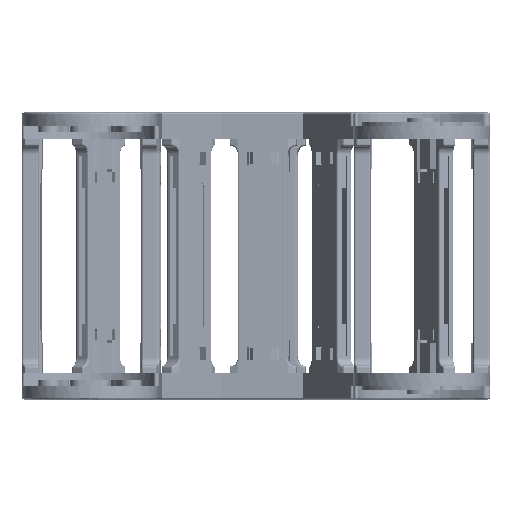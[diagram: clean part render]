
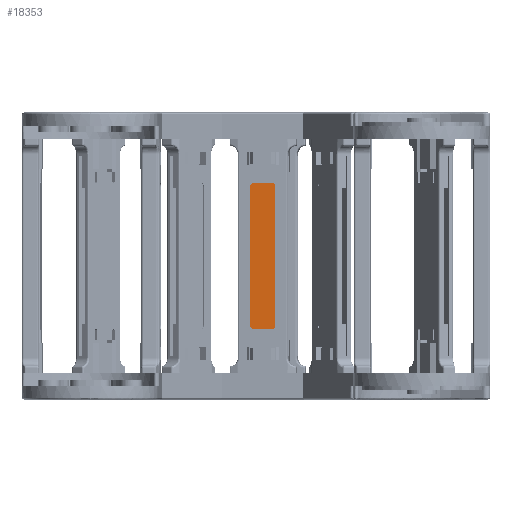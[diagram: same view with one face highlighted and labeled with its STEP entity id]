
A CAD part, left-side view. The second image highlights one B-rep face of the part: STEP entity #18353.
In plain terms, the highlighted face is planar.
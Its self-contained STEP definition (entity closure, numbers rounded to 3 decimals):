
#205 = EDGE_CURVE ( 'NONE', #2806, #15781, #13676, .T. ) ;
#724 = CARTESIAN_POINT ( 'NONE',  ( -2.472, -40.413, -60.851 ) ) ;
#825 = ORIENTED_EDGE ( 'NONE', *, *, #8656, .T. ) ;
#1206 = ORIENTED_EDGE ( 'NONE', *, *, #20075, .T. ) ;
#1945 = CARTESIAN_POINT ( 'NONE',  ( -2.472, -40.413, -86.504 ) ) ;
#2150 = AXIS2_PLACEMENT_3D ( 'NONE', #23109, #8584, #2371 ) ;
#2371 = DIRECTION ( 'NONE',  ( 0., 0., 1. ) ) ;
#2806 = VERTEX_POINT ( 'NONE', #6033 ) ;
#3465 = CARTESIAN_POINT ( 'NONE',  ( -4.987, -40.413, -146.864 ) ) ;
#6033 = CARTESIAN_POINT ( 'NONE',  ( -4.987, -40.413, -63.366 ) ) ;
#6406 = ORIENTED_EDGE ( 'NONE', *, *, #35586, .T. ) ;
#6439 = EDGE_CURVE ( 'NONE', #13256, #7921, #18598, .T. ) ;
#6656 = VERTEX_POINT ( 'NONE', #38851 ) ;
#7921 = VERTEX_POINT ( 'NONE', #32183 ) ;
#8445 = CIRCLE ( 'NONE', #25608, 2.515 ) ;
#8518 = CIRCLE ( 'NONE', #9620, 2.515 ) ;
#8584 = DIRECTION ( 'NONE',  ( 0., -1., 0. ) ) ;
#8646 = ORIENTED_EDGE ( 'NONE', *, *, #19579, .T. ) ;
#8656 = EDGE_CURVE ( 'NONE', #27873, #6656, #37985, .T. ) ;
#9260 = EDGE_LOOP ( 'NONE', ( #23574, #20133, #825, #8646, #28223, #6406, #26038, #1206 ) ) ;
#9303 = CIRCLE ( 'NONE', #2150, 2.515 ) ;
#9376 = DIRECTION ( 'NONE',  ( 0., 0., 1. ) ) ;
#9620 = AXIS2_PLACEMENT_3D ( 'NONE', #32003, #13916, #19632 ) ;
#10662 = CARTESIAN_POINT ( 'NONE',  ( -2.472, -40.413, -63.366 ) ) ;
#12728 = DIRECTION ( 'NONE',  ( -1., 0., 0. ) ) ;
#13256 = VERTEX_POINT ( 'NONE', #20161 ) ;
#13676 = LINE ( 'NONE', #31314, #17461 ) ;
#13916 = DIRECTION ( 'NONE',  ( 0., -1., 0. ) ) ;
#14079 = PLANE ( 'NONE',  #20289 ) ;
#14140 = DIRECTION ( 'NONE',  ( 1., 0., 0. ) ) ;
#15781 = VERTEX_POINT ( 'NONE', #3465 ) ;
#16763 = CARTESIAN_POINT ( 'NONE',  ( 7.588, -40.413, -146.864 ) ) ;
#16767 = DIRECTION ( 'NONE',  ( 0., 0., 1. ) ) ;
#17038 = FACE_OUTER_BOUND ( 'NONE', #9260, .T. ) ;
#17385 = LINE ( 'NONE', #724, #22570 ) ;
#17461 = VECTOR ( 'NONE', #19283, 1000. ) ;
#18353 = ADVANCED_FACE ( 'NONE', ( #17038 ), #14079, .F. ) ;
#18580 = VECTOR ( 'NONE', #14140, 1000. ) ;
#18598 = LINE ( 'NONE', #27483, #35623 ) ;
#18840 = EDGE_CURVE ( 'NONE', #15781, #27873, #8518, .T. ) ;
#19283 = DIRECTION ( 'NONE',  ( 0., 0., -1. ) ) ;
#19579 = EDGE_CURVE ( 'NONE', #6656, #13256, #36392, .T. ) ;
#19632 = DIRECTION ( 'NONE',  ( 0., 0., 1. ) ) ;
#19794 = DIRECTION ( 'NONE',  ( 0., -1., 0. ) ) ;
#20075 = EDGE_CURVE ( 'NONE', #35011, #2806, #8445, .T. ) ;
#20133 = ORIENTED_EDGE ( 'NONE', *, *, #18840, .T. ) ;
#20161 = CARTESIAN_POINT ( 'NONE',  ( 10.103, -40.413, -146.864 ) ) ;
#20221 = VERTEX_POINT ( 'NONE', #38163 ) ;
#20289 = AXIS2_PLACEMENT_3D ( 'NONE', #1945, #38289, #26113 ) ;
#21995 = CARTESIAN_POINT ( 'NONE',  ( -2.472, -40.413, -60.851 ) ) ;
#22570 = VECTOR ( 'NONE', #12728, 1000. ) ;
#23109 = CARTESIAN_POINT ( 'NONE',  ( 7.588, -40.413, -63.366 ) ) ;
#23574 = ORIENTED_EDGE ( 'NONE', *, *, #205, .T. ) ;
#25608 = AXIS2_PLACEMENT_3D ( 'NONE', #10662, #31816, #16767 ) ;
#26038 = ORIENTED_EDGE ( 'NONE', *, *, #34883, .T. ) ;
#26113 = DIRECTION ( 'NONE',  ( 0., 0., 1. ) ) ;
#27483 = CARTESIAN_POINT ( 'NONE',  ( 10.103, -40.413, -86.504 ) ) ;
#27873 = VERTEX_POINT ( 'NONE', #31876 ) ;
#28223 = ORIENTED_EDGE ( 'NONE', *, *, #6439, .T. ) ;
#31314 = CARTESIAN_POINT ( 'NONE',  ( -4.987, -40.413, -86.504 ) ) ;
#31816 = DIRECTION ( 'NONE',  ( 0., -1., 0. ) ) ;
#31876 = CARTESIAN_POINT ( 'NONE',  ( -2.472, -40.413, -149.379 ) ) ;
#32003 = CARTESIAN_POINT ( 'NONE',  ( -2.472, -40.413, -146.864 ) ) ;
#32183 = CARTESIAN_POINT ( 'NONE',  ( 10.103, -40.413, -63.366 ) ) ;
#32243 = CARTESIAN_POINT ( 'NONE',  ( -2.472, -40.413, -149.379 ) ) ;
#34883 = EDGE_CURVE ( 'NONE', #20221, #35011, #17385, .T. ) ;
#35011 = VERTEX_POINT ( 'NONE', #21995 ) ;
#35139 = DIRECTION ( 'NONE',  ( 0., 0., -1. ) ) ;
#35586 = EDGE_CURVE ( 'NONE', #7921, #20221, #9303, .T. ) ;
#35623 = VECTOR ( 'NONE', #9376, 1000. ) ;
#36392 = CIRCLE ( 'NONE', #36510, 2.515 ) ;
#36510 = AXIS2_PLACEMENT_3D ( 'NONE', #16763, #19794, #35139 ) ;
#37985 = LINE ( 'NONE', #32243, #18580 ) ;
#38163 = CARTESIAN_POINT ( 'NONE',  ( 7.588, -40.413, -60.851 ) ) ;
#38289 = DIRECTION ( 'NONE',  ( 0., 1., 0. ) ) ;
#38851 = CARTESIAN_POINT ( 'NONE',  ( 7.588, -40.413, -149.379 ) ) ;
